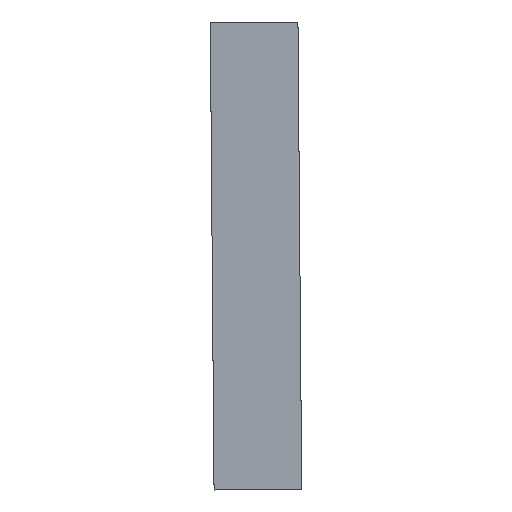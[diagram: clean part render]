
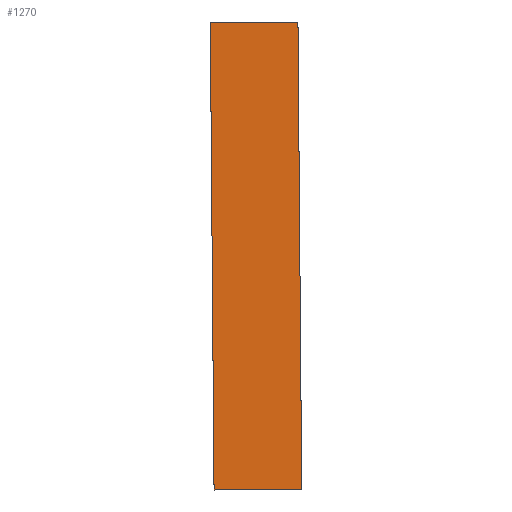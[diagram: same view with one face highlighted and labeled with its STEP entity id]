
A CAD part, left-side view. The second image highlights one B-rep face of the part: STEP entity #1270.
In plain terms, the highlighted face is planar.
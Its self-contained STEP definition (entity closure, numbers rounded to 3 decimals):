
#116=PLANE('',#1445);
#195=FACE_OUTER_BOUND('',#334,.T.);
#334=EDGE_LOOP('',(#1137,#1138,#1139,#1140));
#369=LINE('',#2048,#436);
#394=LINE('',#2184,#461);
#398=LINE('',#2197,#465);
#404=LINE('',#2213,#471);
#436=VECTOR('',#1666,10.);
#461=VECTOR('',#1825,10.);
#465=VECTOR('',#1841,10.);
#471=VECTOR('',#1861,10.);
#618=VERTEX_POINT('',#2045);
#619=VERTEX_POINT('',#2047);
#663=VERTEX_POINT('',#2181);
#666=VERTEX_POINT('',#2195);
#748=EDGE_CURVE('',#619,#618,#369,.T.);
#814=EDGE_CURVE('',#619,#663,#394,.T.);
#820=EDGE_CURVE('',#663,#666,#398,.T.);
#828=EDGE_CURVE('',#618,#666,#404,.T.);
#1137=ORIENTED_EDGE('',*,*,#820,.F.);
#1138=ORIENTED_EDGE('',*,*,#814,.F.);
#1139=ORIENTED_EDGE('',*,*,#748,.T.);
#1140=ORIENTED_EDGE('',*,*,#828,.T.);
#1270=ADVANCED_FACE('',(#195),#116,.F.);
#1445=AXIS2_PLACEMENT_3D('',#2212,#1859,#1860);
#1666=DIRECTION('',(0.,0.,1.));
#1825=DIRECTION('',(0.,-1.,0.));
#1841=DIRECTION('',(0.,0.,1.));
#1859=DIRECTION('center_axis',(-1.,0.,0.));
#1860=DIRECTION('ref_axis',(0.,-1.,0.));
#1861=DIRECTION('',(0.,-1.,0.));
#2045=CARTESIAN_POINT('',(394.315,8.1,176.5));
#2047=CARTESIAN_POINT('',(394.315,8.1,123.2));
#2048=CARTESIAN_POINT('',(394.315,8.1,163.25));
#2181=CARTESIAN_POINT('',(394.315,-1.9,123.2));
#2184=CARTESIAN_POINT('',(394.315,-7.95,123.2));
#2195=CARTESIAN_POINT('',(394.315,-1.9,176.5));
#2197=CARTESIAN_POINT('',(394.315,-1.9,149.925));
#2212=CARTESIAN_POINT('Origin',(394.315,-20.,150.));
#2213=CARTESIAN_POINT('',(394.315,-10.95,176.5));
